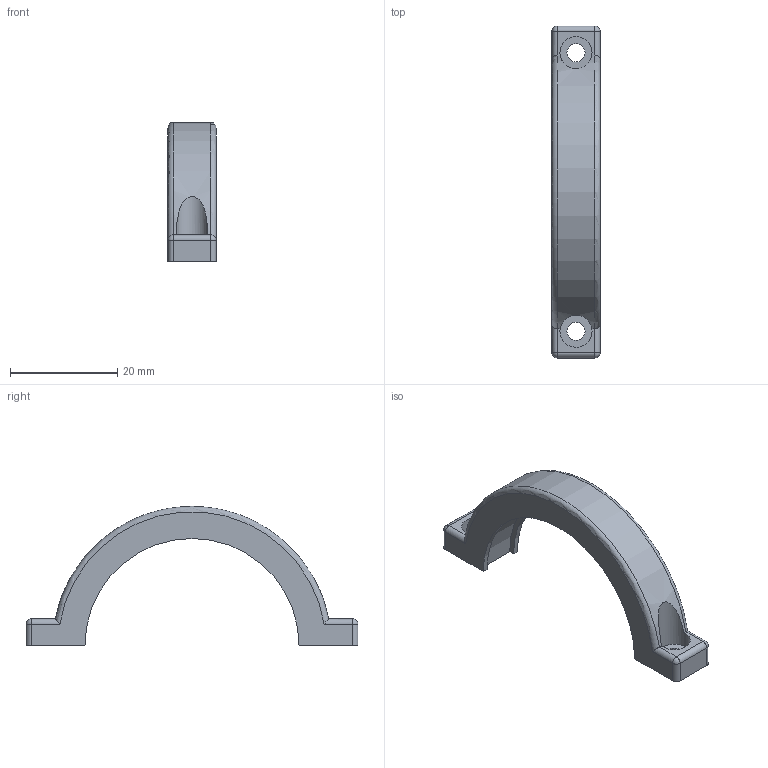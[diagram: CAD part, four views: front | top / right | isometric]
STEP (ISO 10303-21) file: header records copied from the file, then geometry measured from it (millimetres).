
FILE_DESCRIPTION(/* description */ (''),/* implementation_level */ '2;1');
FILE_NAME(/* name */ 'bearing_holder_cap.step',/* time_stamp */ '2026-02-16T15:33:00-08:00',/* author */ (''),/* organization */ (''),/* preprocessor_version */ 'ST-DEVELOPER v20.1',/* originating_system */ 'Autodesk Translation Framework v14.24.0.0',/* authorisation */ '');
FILE_SCHEMA (('AUTOMOTIVE_DESIGN { 1 0 10303 214 3 1 1 }'));
Length unit declared in the file: millimetre
Products named in the file (4): Manuel 1.0; V4 robot arm; Elbow (2); Bearing holder cap
Assembly tree (3 placements, depth 4):
  Manuel 1.0
    V4 robot arm
      Elbow (2)
        Bearing holder cap
Bounding box: 9 x 62 x 26 mm (x, y, z)
Volume: 3586.4 mm3; surface area: 2770.3 mm2
Topology: 1 solids, 1 shells, 36 faces, 86 edges, 52 vertices
Faces by surface type: cylinder 18, plane 12, sphere 4, torus 2
Full cylindrical faces by diameter (mm): 3.4 x2, 6 x2
Entity records: 1244 total; most frequent: CARTESIAN_POINT 291, DIRECTION 202, ORIENTED_EDGE 172, EDGE_CURVE 86, AXIS2_PLACEMENT_3D 79, VERTEX_POINT 52, LINE 44, VECTOR 44
